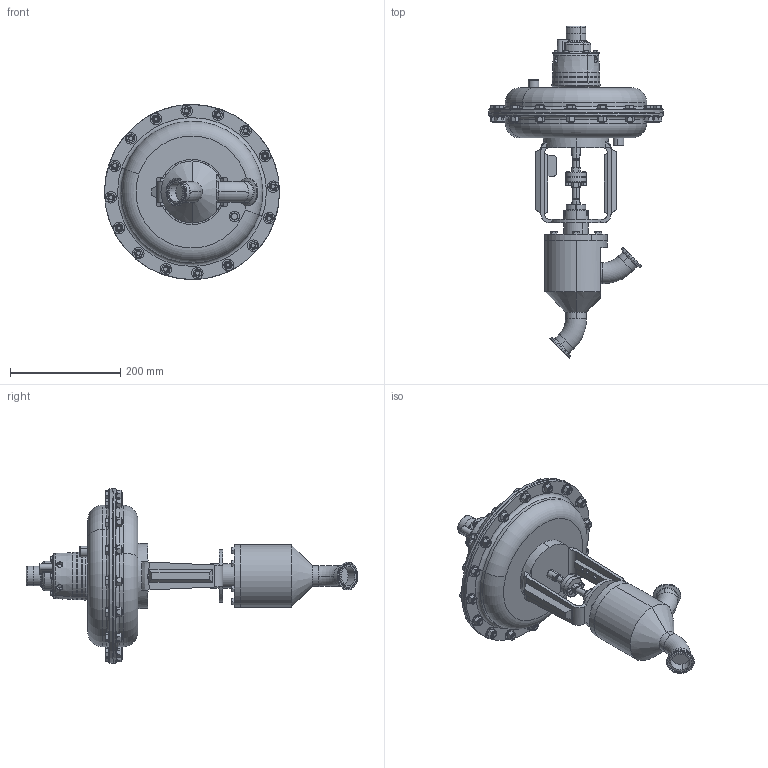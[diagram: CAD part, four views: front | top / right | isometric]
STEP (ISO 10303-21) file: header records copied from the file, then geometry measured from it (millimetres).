
FILE_DESCRIPTION (( 'STEP AP203' ), '1' );
FILE_NAME ('978NTP-150-JD-55M.STEP', '2017-06-14T13:43:31', ( '' ), ( '' ), 'SwSTEP 2.0', 'SolidWorks 2014', '' );
FILE_SCHEMA (( 'CONFIG_CONTROL_DESIGN' ));
Products named in the file (2): 978NTP-150-JD-55M
Bounding box: 317.49 x 602.29 x 317.42 mm (x, y, z)
Volume: 7074919.2 mm3; surface area: 424504.7 mm2
Topology: 1 solids, 1 shells, 1361 faces, 3123 edges, 1883 vertices
Faces by surface type: plane 571, cone 462, cylinder 265, torus 52, bspline 11
Entity records: 41860 total; most frequent: CARTESIAN_POINT 11702, DIRECTION 6257, ORIENTED_EDGE 6222, EDGE_CURVE 3111, AXIS2_PLACEMENT_3D 2559, VERTEX_POINT 1883, EDGE_LOOP 1514, FACE_OUTER_BOUND 1361
